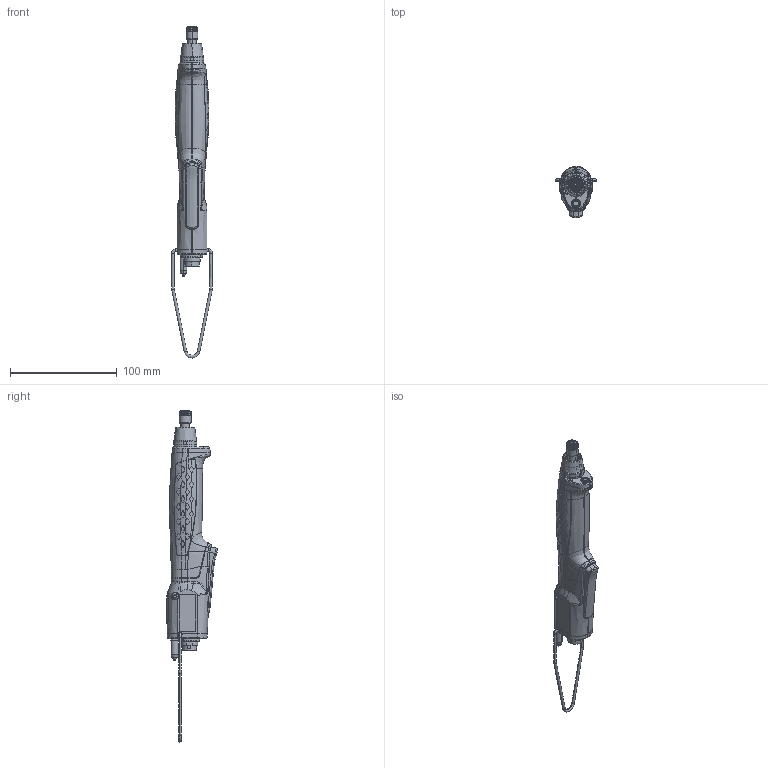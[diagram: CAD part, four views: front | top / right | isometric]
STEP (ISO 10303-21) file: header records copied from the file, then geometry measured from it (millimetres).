
FILE_DESCRIPTION((''),'2;1');
FILE_NAME('4224300253_ASM','2017-10-24T',('IPCdipo'),(''),'CREO PARAMETRIC BY PTC INC, 2016260','CREO PARAMETRIC BY PTC INC, 2016260','');
FILE_SCHEMA(('CONFIG_CONTROL_DESIGN'));
Products named in the file (31): 4216289900; 4216290000; 4216289980_ASM; 0517110300; 4224300249_ASM; 4216291900; 4216291800_SPEC; 4216291800_ASM; 4216286400; 09033129012_AF0; 09033129012_NUT; 09033129012_ASM_ASM; 4216286220_AF2_ASM; 4216286280_ASM; 4224300246_ASM; 4216289600; 0335350113; 0502109146; 4216289400; 4216240000; 4216113900_SPEC; 4216111400; 4224300250_ASM; 4221000003; 4216288900; 4216246702; 4216104100_SPEC1; 4216258800; 4216167602; 4221000016; 4224300253_ASM
Assembly tree (30 placements, depth 6):
  4224300253_ASM
    4224300249_ASM
      4216289980_ASM
        4216289900
        4216290000
      0517110300
    4216291900
    4216291800_ASM
      4216291800_SPEC
    4224300246_ASM
      4216286400
      4216286280_ASM
        4216286220_AF2_ASM
          09033129012_ASM_ASM
            09033129012_AF0
            09033129012_NUT
    4224300250_ASM
      4216289600
      0335350113
      0502109146
      4216289400
      4216240000
      4216113900_SPEC
      4216111400
    4221000003
    4216288900
    4216246702
    4216104100_SPEC1
    4216258800
    4216167602
    4221000016
Bounding box: 38.4 x 48.06 x 311.7 mm (x, y, z)
Volume: 54525.8 mm3; surface area: 61907.6 mm2
Topology: 22 solids, 22 shells, 3847 faces, 9410 edges, 5684 vertices
Faces by surface type: bspline 1686, cylinder 884, plane 617, sphere 218, torus 192, cone 158, extrusion 92
Entity records: 223023 total; most frequent: CARTESIAN_POINT 145166, ORIENTED_EDGE 18742, DIRECTION 12153, EDGE_CURVE 9371, VERTEX_POINT 5683, AXIS2_PLACEMENT_3D 4866, B_SPLINE_CURVE_WITH_KNOTS 4416, EDGE_LOOP 4010
